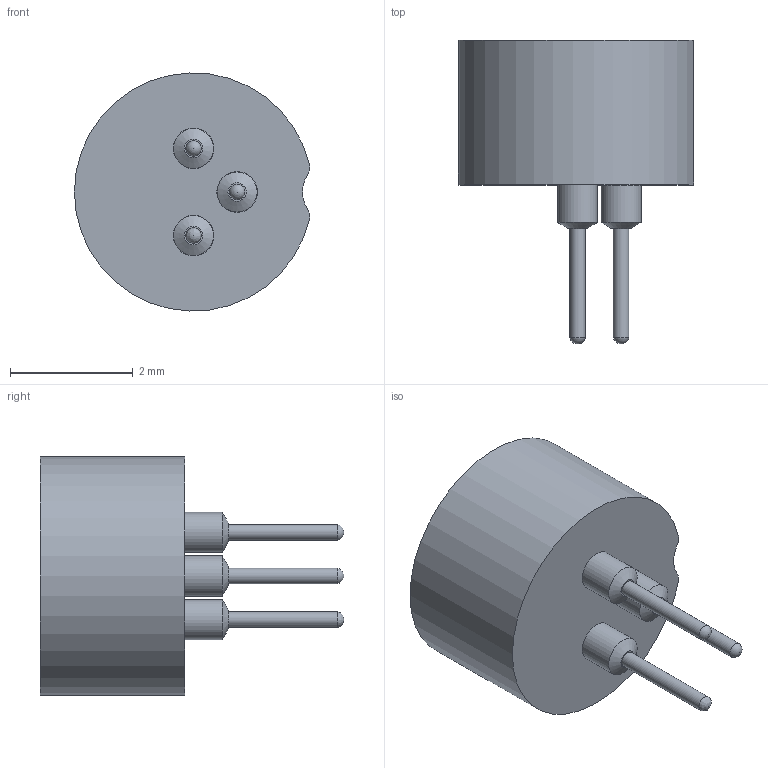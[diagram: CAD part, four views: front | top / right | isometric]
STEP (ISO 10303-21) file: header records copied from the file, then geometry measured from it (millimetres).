
FILE_DESCRIPTION (( 'STEP AP214' ), '1' );
FILE_NAME ('TTN041219-E0W.STEP', '2015-04-29T22:04:02', ( 'admin' ), ( '' ), 'SwSTEP 2.0', 'SolidWorks 2014', '' );
FILE_SCHEMA (( 'AUTOMOTIVE_DESIGN' ));
Length unit declared in the file: inch
Products named in the file (1): TTN041219-E0W
Bounding box: 3.84 x 4.95 x 3.88 mm (x, y, z)
Volume: 27.5 mm3; surface area: 104.1 mm2
Topology: 10 solids, 10 shells, 47 faces, 89 edges, 60 vertices
Faces by surface type: cylinder 23, plane 18, cone 3, sphere 2, bspline 1
Full cylindrical faces by diameter (mm): 0.254 x6, 0.559 x3, 0.654 x3, 0.66 x3, 0.864 x3, 2.54 x1
Entity records: 1286 total; most frequent: DIRECTION 196, CARTESIAN_POINT 177, ORIENTED_EDGE 106, AXIS2_PLACEMENT_3D 96, EDGE_LOOP 88, FACE_OUTER_BOUND 66, EDGE_CURVE 53, CIRCLE 49
